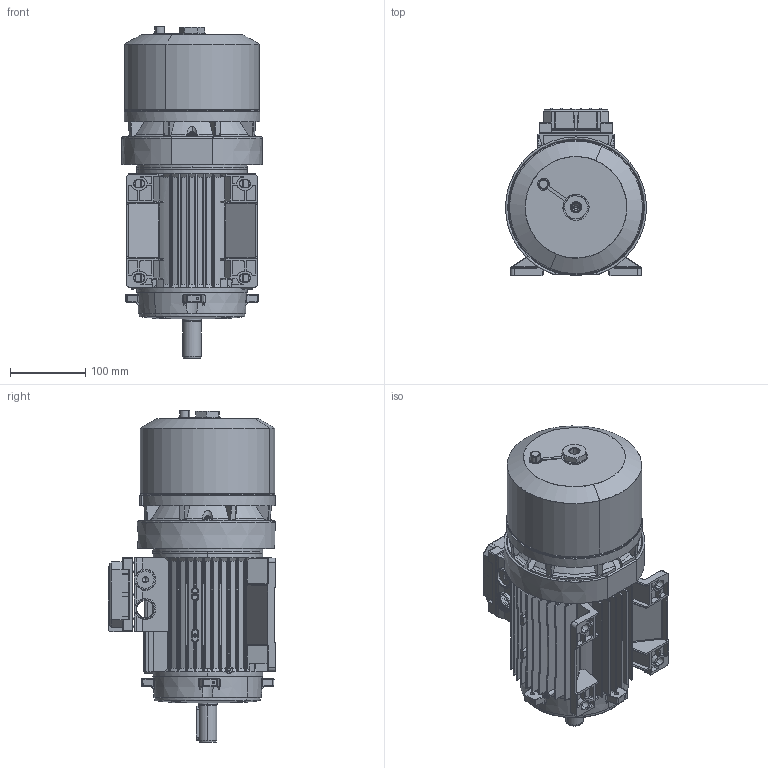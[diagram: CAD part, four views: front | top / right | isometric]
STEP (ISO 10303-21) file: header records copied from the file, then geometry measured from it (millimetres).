
FILE_DESCRIPTION (( 'STEP AP203' ), '1' );
FILE_NAME ('Motor freno T-71B14 caja simple.STEP', '2022-06-23T09:10:06', ( '' ), ( '' ), 'SwSTEP 2.0', 'SolidWorks 2015', '' );
FILE_SCHEMA (( 'CONFIG_CONTROL_DESIGN' ));
Length unit declared in the file: millimetre
Products named in the file (22): Convogliatore con pista d''''attrito P2 BA90; Coperchio per Scatola Singola 90 - 100 - 112; Scudo Lato Comando B3 BA-BM 90 - DDAD0094; O-ring freno BA 90; Motor freno T-71B14 caja simple; Carcassa 90 L B3; Scudo Lato Freno BA90 P1 - DDAE0094; Cuffia serie BA 90; Chiavetta 90; Vite a Testa Esagona con foro e tappo 71-112 - DBAX0094; Albero BA 90 L; Coperchio per Scatola Singola 90 - 100 - 112 con viti
Assembly tree (11 placements, depth 3):
  Convogliatore con pista d''''attrito P2 BA90
  Coperchio per Scatola Singola 90 - 100 - 112
  Motor freno T-71B14 caja simple
    Carcassa 90 L B3
    Scudo Lato Freno BA90 P1 - DDAE0094
    Convogliatore con pista d''''attrito P2 BA90
    Cuffia serie BA 90
    Albero BA 90 L
    Chiavetta 90
    Scudo Lato Comando B3 BA-BM 90 - DDAD0094
    O-ring freno BA 90
    Coperchio per Scatola Singola 90 - 100 - 112 con viti
      Coperchio per Scatola Singola 90 - 100 - 112
    Vite a Testa Esagona con foro e tappo 71-112 - DBAX0094
  Carcassa 90 L B3
  O-ring freno BA 90
Bounding box: 187 x 221.5 x 440 mm (x, y, z)
Volume: 1580577.5 mm3; surface area: 940731 mm2
Topology: 10 solids, 10 shells, 3343 faces, 9198 edges, 5867 vertices
Faces by surface type: plane 1213, cylinder 969, bspline 746, cone 415
Entity records: 141595 total; most frequent: CARTESIAN_POINT 62231, ORIENTED_EDGE 18280, DIRECTION 13624, EDGE_CURVE 9140, VERTEX_POINT 5867, AXIS2_PLACEMENT_3D 4952, LINE 3720, VECTOR 3720
